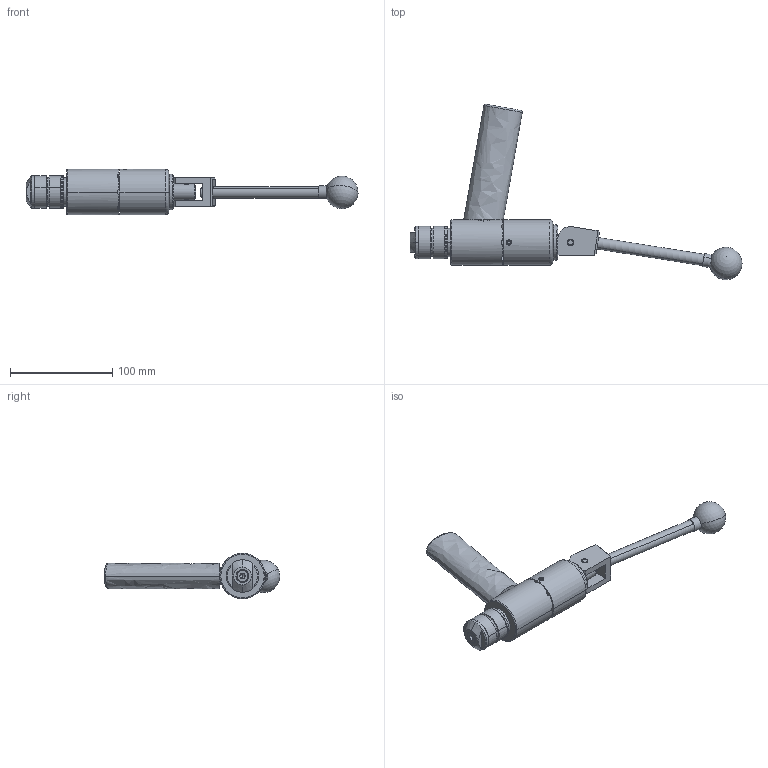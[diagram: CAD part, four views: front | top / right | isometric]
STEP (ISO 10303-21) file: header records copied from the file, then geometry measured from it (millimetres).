
FILE_DESCRIPTION (( 'STEP AP214' ), '1' );
FILE_NAME ('CTSC-003557.STEP', '2025-05-28T12:40:21', ( '' ), ( '' ), 'SwSTEP 2.0', 'SolidWorks 2023', '' );
FILE_SCHEMA (( 'AUTOMOTIVE_DESIGN' ));
Length unit declared in the file: inch
Products named in the file (1): CTSC-003557
Bounding box: 324.96 x 171.73 x 44.45 mm (x, y, z)
Volume: 303198.3 mm3; surface area: 76266.9 mm2
Topology: 11 solids, 11 shells, 306 faces, 724 edges, 459 vertices
Faces by surface type: cylinder 126, plane 109, cone 44, torus 16, bspline 9, sphere 2
Entity records: 15559 total; most frequent: CARTESIAN_POINT 4573, DIRECTION 1464, ORIENTED_EDGE 1430, EDGE_CURVE 715, AXIS2_PLACEMENT_3D 583, VERTEX_POINT 456, EDGE_LOOP 353, DIMENSIONAL_EXPONENTS 309
